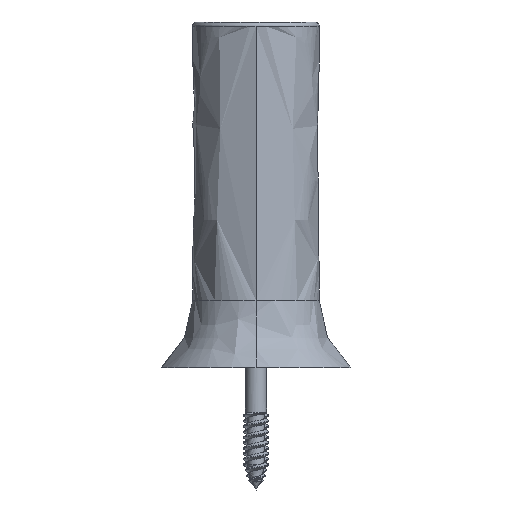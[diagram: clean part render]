
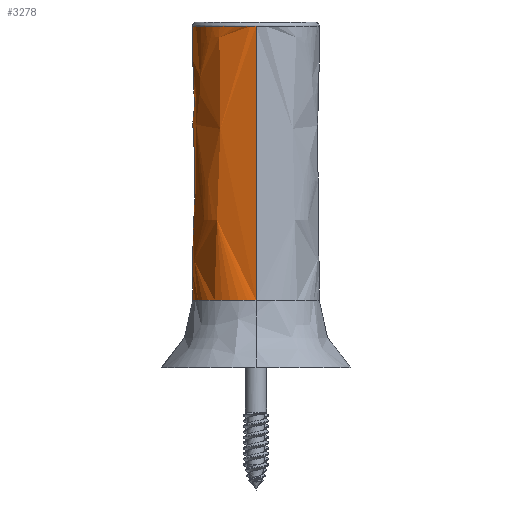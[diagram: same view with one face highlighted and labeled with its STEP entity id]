
A CAD part, left-side view. The second image highlights one B-rep face of the part: STEP entity #3278.
In plain terms, the highlighted free-form (B-spline) face has degree [2, 1] with [5, 2] control points.
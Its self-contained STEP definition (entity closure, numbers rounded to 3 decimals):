
#2483 = VERTEX_POINT('',#2484);
#2484 = CARTESIAN_POINT('',(-139.609,0.,
    5.584));
#2492 = EDGE_CURVE('',#2483,#2493,#2495,.T.);
#2493 = VERTEX_POINT('',#2494);
#2494 = CARTESIAN_POINT('',(-139.609,0.,
    -85.161));
#2495 = B_SPLINE_CURVE_WITH_KNOTS('',1,(#2496,#2497),.UNSPECIFIED.,.F.,
  .F.,(2,2),(-81.,-16.),.PIECEWISE_BEZIER_KNOTS.);
#2496 = CARTESIAN_POINT('',(-139.609,0.,
    5.584));
#2497 = CARTESIAN_POINT('',(-139.609,0.,
    -85.161));
#2500 = VERTEX_POINT('',#2501);
#2501 = CARTESIAN_POINT('',(-97.726,0.,-85.161));
#2509 = EDGE_CURVE('',#2510,#2500,#2512,.T.);
#2510 = VERTEX_POINT('',#2511);
#2511 = CARTESIAN_POINT('',(-97.726,0.,-8.377));
#2512 = B_SPLINE_CURVE_WITH_KNOTS('',1,(#2513,#2514),.UNSPECIFIED.,.F.,
  .F.,(2,2),(-71.,-16.),.PIECEWISE_BEZIER_KNOTS.);
#2513 = CARTESIAN_POINT('',(-97.726,0.,-8.377));
#2514 = CARTESIAN_POINT('',(-97.726,0.,-85.161));
#2566 = EDGE_CURVE('',#2500,#2493,#2567,.T.);
#2567 = ( BOUNDED_CURVE() B_SPLINE_CURVE(2,(#2568,#2569,#2570,#2571,
#2572),.UNSPECIFIED.,.F.,.F.) B_SPLINE_CURVE_WITH_KNOTS((3,2,3),(0.,
1.571,3.142),.PIECEWISE_BEZIER_KNOTS.) CURVE() 
GEOMETRIC_REPRESENTATION_ITEM() RATIONAL_B_SPLINE_CURVE((1.,
0.707,1.,0.707,1.)) REPRESENTATION_ITEM('') );
#2568 = CARTESIAN_POINT('',(-97.726,0.,-85.161));
#2569 = CARTESIAN_POINT('',(-97.726,20.941,
    -85.161));
#2570 = CARTESIAN_POINT('',(-118.667,20.941,
    -85.161));
#2571 = CARTESIAN_POINT('',(-139.609,20.941,
    -85.161));
#2572 = CARTESIAN_POINT('',(-139.609,0.,
    -85.161));
#3137 = VERTEX_POINT('',#3138);
#3138 = CARTESIAN_POINT('',(-118.667,20.941,
    5.584));
#3145 = VERTEX_POINT('',#3146);
#3146 = CARTESIAN_POINT('',(-118.667,20.941,
    -5.584));
#3151 = EDGE_CURVE('',#3145,#3137,#3152,.T.);
#3152 = B_SPLINE_CURVE_WITH_KNOTS('',1,(#3153,#3154),.UNSPECIFIED.,.F.,
  .F.,(2,2),(73.,81.),.PIECEWISE_BEZIER_KNOTS.);
#3153 = CARTESIAN_POINT('',(-118.667,20.941,
    -5.584));
#3154 = CARTESIAN_POINT('',(-118.667,20.941,
    5.584));
#3278 = ADVANCED_FACE('',(#3279),#3316,.T.);
#3279 = FACE_BOUND('',#3280,.T.);
#3280 = EDGE_LOOP('',(#3281,#3282,#3288,#3289,#3308,#3314,#3315));
#3281 = ORIENTED_EDGE('',*,*,#2492,.F.);
#3282 = ORIENTED_EDGE('',*,*,#3283,.F.);
#3283 = EDGE_CURVE('',#3137,#2483,#3284,.T.);
#3284 = ( BOUNDED_CURVE() B_SPLINE_CURVE(2,(#3285,#3286,#3287),
.UNSPECIFIED.,.F.,.F.) B_SPLINE_CURVE_WITH_KNOTS((3,3),(1.571,
3.142),.PIECEWISE_BEZIER_KNOTS.) CURVE() 
GEOMETRIC_REPRESENTATION_ITEM() RATIONAL_B_SPLINE_CURVE((1.,
0.707,1.)) REPRESENTATION_ITEM('') );
#3285 = CARTESIAN_POINT('',(-118.667,20.941,
    5.584));
#3286 = CARTESIAN_POINT('',(-139.609,20.941,
    5.584));
#3287 = CARTESIAN_POINT('',(-139.609,0.,
    5.584));
#3288 = ORIENTED_EDGE('',*,*,#3151,.F.);
#3289 = ORIENTED_EDGE('',*,*,#3290,.F.);
#3290 = EDGE_CURVE('',#3291,#3145,#3293,.T.);
#3291 = VERTEX_POINT('',#3292);
#3292 = CARTESIAN_POINT('',(-108.529,18.324,
    -8.377));
#3293 = B_SPLINE_CURVE_WITH_KNOTS('',3,(#3294,#3295,#3296,#3297,#3298,
    #3299,#3300,#3301,#3302,#3303,#3304,#3305,#3306,#3307),
  .UNSPECIFIED.,.F.,.F.,(4,2,2,2,2,2,4),(0.,0.002,
    0.004,0.006,0.007,
    0.007,0.008),.UNSPECIFIED.);
#3294 = CARTESIAN_POINT('',(-108.529,18.324,
    -8.377));
#3295 = CARTESIAN_POINT('',(-109.34,18.772,
    -8.377));
#3296 = CARTESIAN_POINT('',(-110.16,19.156,
    -8.26));
#3297 = CARTESIAN_POINT('',(-111.829,19.814,
    -7.913));
#3298 = CARTESIAN_POINT('',(-112.682,20.087,
    -7.678));
#3299 = CARTESIAN_POINT('',(-114.382,20.517,
    -7.148));
#3300 = CARTESIAN_POINT('',(-115.232,20.676,
    -6.854));
#3301 = CARTESIAN_POINT('',(-116.517,20.835,
    -6.389));
#3302 = CARTESIAN_POINT('',(-116.947,20.875,
    -6.23));
#3303 = CARTESIAN_POINT('',(-117.592,20.915,
    -5.989));
#3304 = CARTESIAN_POINT('',(-117.807,20.925,
    -5.908));
#3305 = CARTESIAN_POINT('',(-118.237,20.938,
    -5.747));
#3306 = CARTESIAN_POINT('',(-118.454,20.941,
    -5.665));
#3307 = CARTESIAN_POINT('',(-118.667,20.941,
    -5.584));
#3308 = ORIENTED_EDGE('',*,*,#3309,.F.);
#3309 = EDGE_CURVE('',#2510,#3291,#3310,.T.);
#3310 = ( BOUNDED_CURVE() B_SPLINE_CURVE(2,(#3311,#3312,#3313),
.UNSPECIFIED.,.F.,.F.) B_SPLINE_CURVE_WITH_KNOTS((3,3),(3.142,
4.207),.PIECEWISE_BEZIER_KNOTS.) CURVE() 
GEOMETRIC_REPRESENTATION_ITEM() RATIONAL_B_SPLINE_CURVE((1.,
0.861,1.)) REPRESENTATION_ITEM('') );
#3311 = CARTESIAN_POINT('',(-97.726,0.,
    -8.377));
#3312 = CARTESIAN_POINT('',(-97.726,12.346,
    -8.377));
#3313 = CARTESIAN_POINT('',(-108.529,18.324,
    -8.377));
#3314 = ORIENTED_EDGE('',*,*,#2509,.T.);
#3315 = ORIENTED_EDGE('',*,*,#2566,.T.);
#3316 = ( BOUNDED_SURFACE() B_SPLINE_SURFACE(2,1,(
    (#3317,#3318)
    ,(#3319,#3320)
    ,(#3321,#3322)
    ,(#3323,#3324)
    ,(#3325,#3326
)),.UNSPECIFIED.,.F.,.F.,.F.) B_SPLINE_SURFACE_WITH_KNOTS((3,2,3),(2,2),
  (3.142,4.712,6.283),(-81.,-16.),
.PIECEWISE_BEZIER_KNOTS.) GEOMETRIC_REPRESENTATION_ITEM() 
RATIONAL_B_SPLINE_SURFACE((
    (1.,1.)
    ,(0.707,0.707)
    ,(1.,1.)
    ,(0.707,0.707)
,(1.,1.))) REPRESENTATION_ITEM('') SURFACE() );
#3317 = CARTESIAN_POINT('',(-139.609,0.,
    5.584));
#3318 = CARTESIAN_POINT('',(-139.609,0.,
    -85.161));
#3319 = CARTESIAN_POINT('',(-139.609,20.941,
    5.584));
#3320 = CARTESIAN_POINT('',(-139.609,20.941,
    -85.161));
#3321 = CARTESIAN_POINT('',(-118.667,20.941,
    5.584));
#3322 = CARTESIAN_POINT('',(-118.667,20.941,
    -85.161));
#3323 = CARTESIAN_POINT('',(-97.726,20.941,
    5.584));
#3324 = CARTESIAN_POINT('',(-97.726,20.941,
    -85.161));
#3325 = CARTESIAN_POINT('',(-97.726,0.,
    5.584));
#3326 = CARTESIAN_POINT('',(-97.726,0.,
    -85.161));
